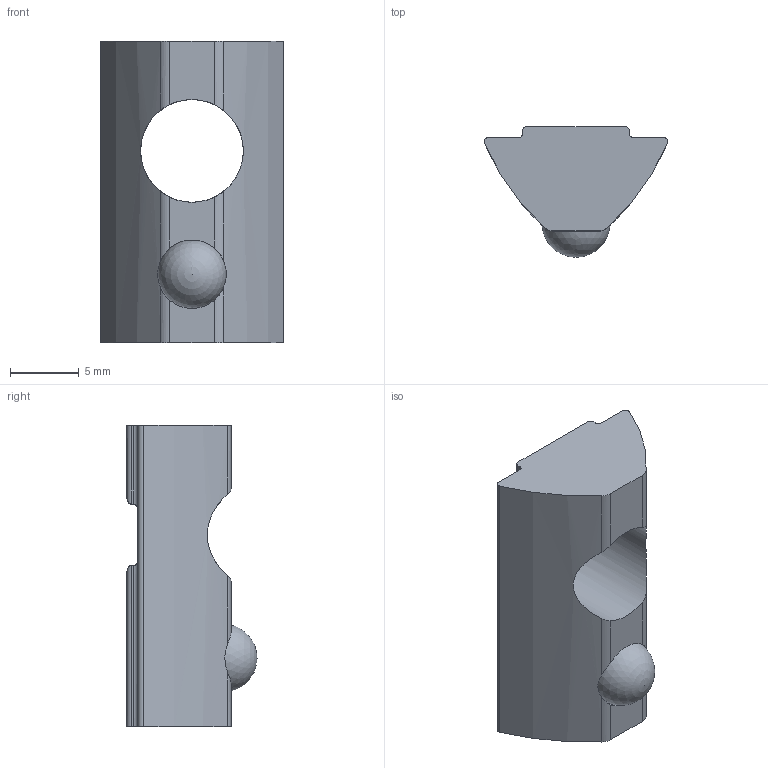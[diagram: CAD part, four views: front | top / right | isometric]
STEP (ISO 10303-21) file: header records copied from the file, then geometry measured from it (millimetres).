
FILE_DESCRIPTION(/* description */ ('Nakrętka M8 z kulką 40-8'),/* implementation_level */ '2;1');
FILE_NAME(/* name */ '102796.stp',/* time_stamp */ '2023-01-30T11:58:35+01:00',/* author */ ('aluteckkpl_am'),/* organization */ (''),/* preprocessor_version */ 'ST-DEVELOPER v18.1',/* originating_system */ 'Autodesk Inventor 2021',/* authorisation */ '');
FILE_SCHEMA (('CONFIG_CONTROL_DESIGN'));
Length unit declared in the file: millimetre
Products named in the file (1): 102796
Bounding box: 13.4 x 9.5 x 22 mm (x, y, z)
Volume: 1185.9 mm3; surface area: 1144.7 mm2
Topology: 2 solids, 2 shells, 39 faces, 116 edges, 78 vertices
Faces by surface type: cylinder 23, plane 13, sphere 2, cone 1
Full cylindrical faces by diameter (mm): 5 x2, 7.5 x1
Entity records: 1498 total; most frequent: CARTESIAN_POINT 414, ORIENTED_EDGE 228, DIRECTION 212, EDGE_CURVE 114, AXIS2_PLACEMENT_3D 80, VERTEX_POINT 78, LINE 52, VECTOR 52
